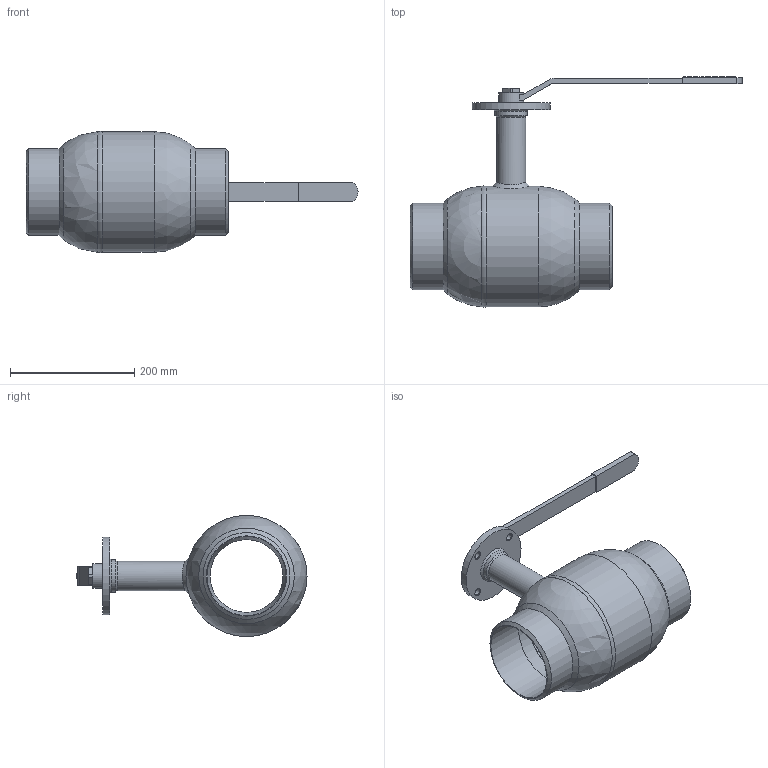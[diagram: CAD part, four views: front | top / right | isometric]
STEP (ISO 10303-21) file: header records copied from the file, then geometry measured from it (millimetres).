
FILE_DESCRIPTION((''),'2;1');
FILE_NAME('AT3594S-125.stp','2017-03-06T08:21:54',('Przemo'),(''),'Autodesk Inventor 2012','Autodesk Inventor 2012','');
FILE_SCHEMA(('AUTOMOTIVE_DESIGN { 1 0 10303 214 1 1 1 1 }'));
Length unit declared in the file: millimetre
Products named in the file (3): AT3594S-125; AT3594-125; DZG-K22-000-1
Assembly tree (2 placements, depth 2):
  AT3594S-125
    AT3594-125
    DZG-K22-000-1
Bounding box: 533.5 x 369.79 x 194.57 mm (x, y, z)
Volume: 3304181 mm3; surface area: 443038.8 mm2
Topology: 2 solids, 2 shells, 239 faces, 576 edges, 376 vertices
Faces by surface type: plane 144, cylinder 37, bspline 32, cone 18, sphere 5, torus 3
Full cylindrical faces by diameter (mm): 11 x4, 40 x1, 47 x1, 52 x1, 71 x1, 117 x4, 119 x2, 120 x2, 125 x1, 127.1 x2, 137.7 x2, 138 x2, 139.7 x2, 193.7 x1
Entity records: 7001 total; most frequent: CARTESIAN_POINT 1644, ORIENTED_EDGE 1040, DIRECTION 974, EDGE_CURVE 520, VERTEX_POINT 369, VECTOR 360, LINE 360, EDGE_LOOP 335
